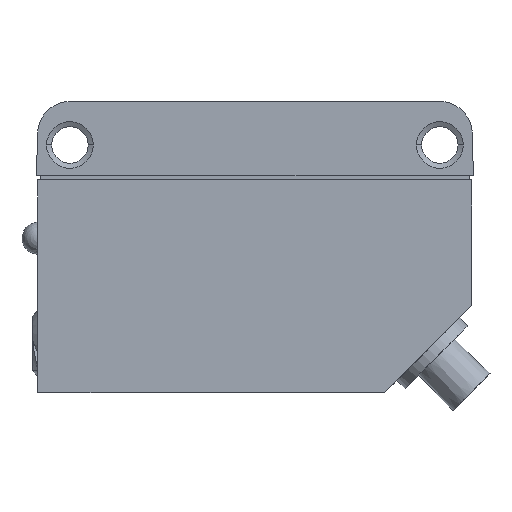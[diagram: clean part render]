
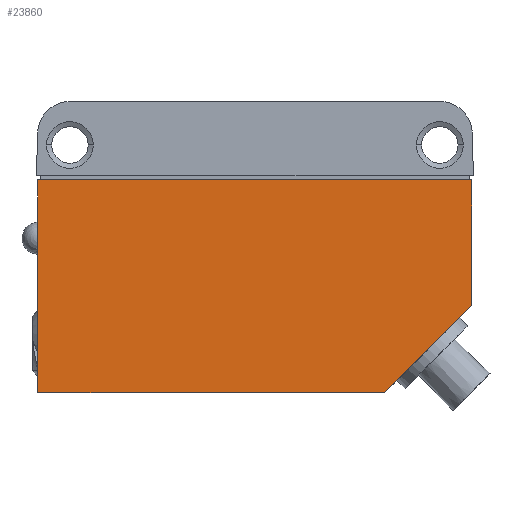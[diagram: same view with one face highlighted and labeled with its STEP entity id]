
A CAD part, left-side view. The second image highlights one B-rep face of the part: STEP entity #23860.
In plain terms, the highlighted face is planar.
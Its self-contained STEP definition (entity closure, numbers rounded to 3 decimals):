
#10730=CARTESIAN_POINT('',(5.3,-14.9,-5.4));
#10740=VERTEX_POINT('',#10730);
#10890=CARTESIAN_POINT('',(5.3,14.9,-5.4));
#10900=VERTEX_POINT('',#10890);
#10930=CARTESIAN_POINT('',(5.3,14.7,-5.4));
#10940=DIRECTION('',(0.,-1.,0.));
#10950=VECTOR('',#10940,29.4);
#10960=LINE('',#10930,#10950);
#10970=EDGE_CURVE('',#10900,#10740,#10960,.T.);
#11130=CARTESIAN_POINT('',(5.347,14.9,0.));
#11140=DIRECTION('',(-0.009,0.,-1.));
#11150=VECTOR('',#11140,1.);
#11160=LINE('',#11130,#11150);
#11170=CARTESIAN_POINT('',(5.225,14.9,-14.));
#11180=VERTEX_POINT('',#11170);
#11190=EDGE_CURVE('',#10900,#11180,#11160,.T.);
#11720=CARTESIAN_POINT('',(5.173,8.9,-20.));
#11730=VERTEX_POINT('',#11720);
#11760=CARTESIAN_POINT('',(5.095,-0.,-28.9));
#11770=DIRECTION('',(0.006,0.707,
0.707));
#11780=VECTOR('',#11770,1.);
#11790=LINE('',#11760,#11780);
#11800=EDGE_CURVE('',#11730,#11180,#11790,.T.);
#13710=CARTESIAN_POINT('',(5.347,-14.9,0.));
#13720=DIRECTION('',(0.009,0.,1.));
#13730=VECTOR('',#13720,1.);
#13740=LINE('',#13710,#13730);
#13750=CARTESIAN_POINT('',(5.173,-14.9,-20.));
#13760=VERTEX_POINT('',#13750);
#13770=EDGE_CURVE('',#13760,#10740,#13740,.T.);
#23690=CARTESIAN_POINT('',(5.3,-0.,-5.4));
#23700=DIRECTION('',(1.,0.,-0.009));
#23710=DIRECTION('',(0.009,0.,1.));
#23720=AXIS2_PLACEMENT_3D('',#23690,#23700,#23710);
#23730=PLANE('',#23720);
#23740=ORIENTED_EDGE('',*,*,#11800,.T.);
#23750=CARTESIAN_POINT('',(5.173,-0.,-20.));
#23760=DIRECTION('',(0.,1.,0.));
#23770=VECTOR('',#23760,1.);
#23780=LINE('',#23750,#23770);
#23790=EDGE_CURVE('',#13760,#11730,#23780,.T.);
#23800=ORIENTED_EDGE('',*,*,#23790,.T.);
#23810=ORIENTED_EDGE('',*,*,#13770,.F.);
#23820=ORIENTED_EDGE('',*,*,#10970,.T.);
#23830=ORIENTED_EDGE('',*,*,#11190,.F.);
#23840=EDGE_LOOP('',(#23830,#23820,#23810,#23800,#23740));
#23850=FACE_OUTER_BOUND('',#23840,.T.);
#23860=ADVANCED_FACE('',(#23850),#23730,.T.);
